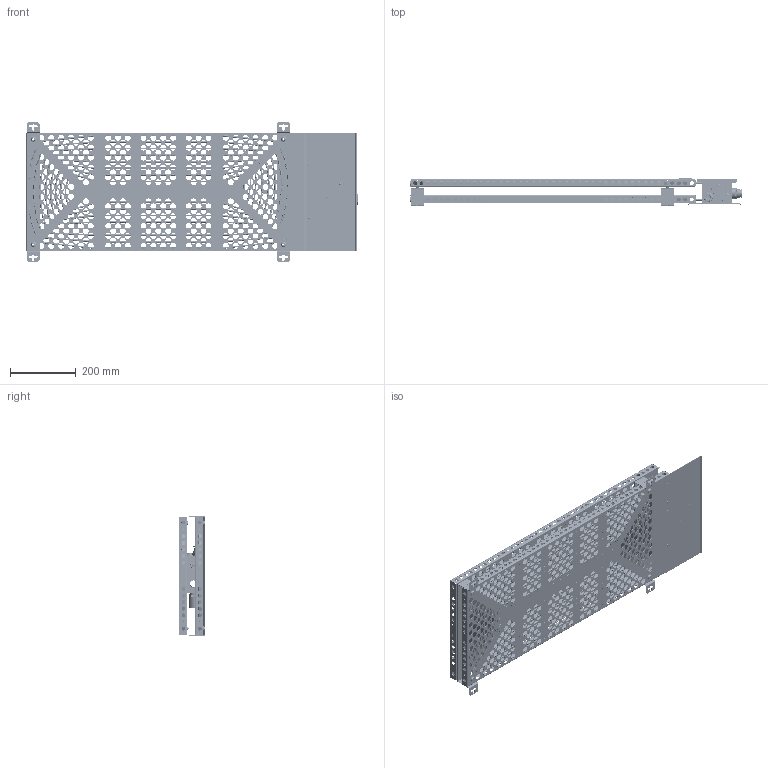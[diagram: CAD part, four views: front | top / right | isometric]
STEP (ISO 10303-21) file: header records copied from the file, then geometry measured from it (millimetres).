
FILE_DESCRIPTION (( 'STEP AP203' ), '1' );
FILE_NAME ('920A107223.STEP', '2018-06-28T10:56:57', ( 'marco' ), ( '' ), 'SwSTEP 2.0', 'SolidWorks 2017', '' );
FILE_SCHEMA (( 'CONFIG_CONTROL_DESIGN' ));
Products named in the file (1): 920A107223
Bounding box: 1008.46 x 81.79 x 423.9 mm (x, y, z)
Surface area: 3270272.2 mm2 (no closed solid volume)
Topology: 0 solids, 238 shells, 5256 faces, 19047 edges, 13839 vertices
Faces by surface type: cylinder 4221, plane 784, torus 161, cone 64, bspline 18, sphere 8
Entity records: 224931 total; most frequent: CARTESIAN_POINT 50182, DIRECTION 37949, ORIENTED_EDGE 32234, EDGE_CURVE 19047, AXIS2_PLACEMENT_3D 15102, VERTEX_POINT 13839, CIRCLE 9863, EDGE_LOOP 9751
